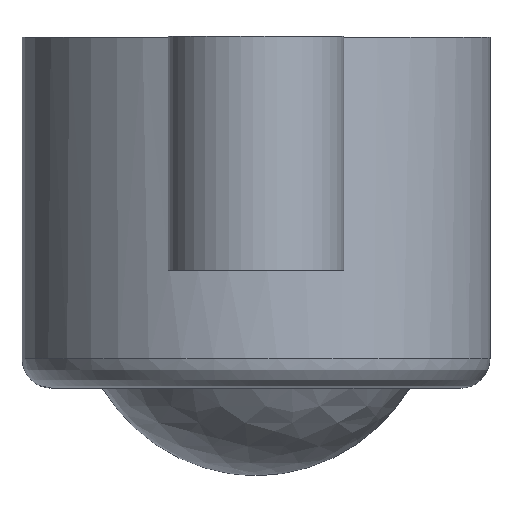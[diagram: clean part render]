
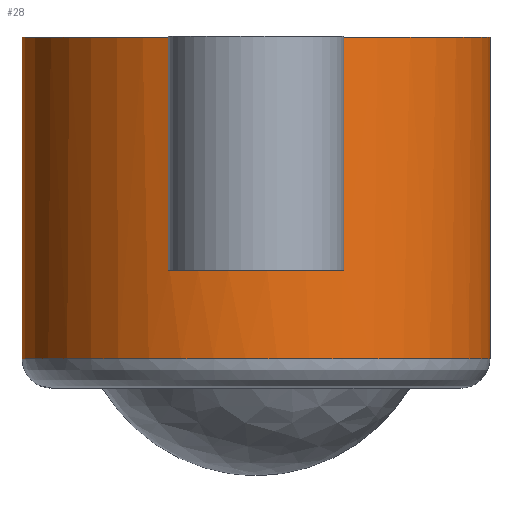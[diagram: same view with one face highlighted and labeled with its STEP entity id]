
A CAD part, front view. The second image highlights one B-rep face of the part: STEP entity #28.
In plain terms, the highlighted cylindrical face has radius 8 mm (diameter 16 mm), a partial arc.
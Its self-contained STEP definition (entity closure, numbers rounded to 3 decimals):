
#28=ADVANCED_FACE('',(#44),#256,.T.);
#44=FACE_OUTER_BOUND('',#61,.T.);
#61=EDGE_LOOP('',(#125,#126,#127,#128,#129,#130,#131,#132));
#125=ORIENTED_EDGE('',*,*,#172,.T.);
#126=ORIENTED_EDGE('',*,*,#148,.T.);
#127=ORIENTED_EDGE('',*,*,#158,.F.);
#128=ORIENTED_EDGE('',*,*,#153,.F.);
#129=ORIENTED_EDGE('',*,*,#156,.T.);
#130=ORIENTED_EDGE('',*,*,#154,.F.);
#131=ORIENTED_EDGE('',*,*,#173,.F.);
#132=ORIENTED_EDGE('',*,*,#171,.F.);
#148=EDGE_CURVE('',#222,#221,#186,.T.);
#153=EDGE_CURVE('',#225,#226,#191,.T.);
#154=EDGE_CURVE('',#227,#228,#192,.T.);
#156=EDGE_CURVE('',#225,#228,#194,.T.);
#158=EDGE_CURVE('',#226,#221,#196,.T.);
#171=EDGE_CURVE('',#237,#238,#209,.T.);
#172=EDGE_CURVE('',#237,#222,#210,.T.);
#173=EDGE_CURVE('',#238,#227,#211,.T.);
#186=(
BOUNDED_CURVE()
B_SPLINE_CURVE(1,(#520,#521),.UNSPECIFIED.,.F.,.F.)
B_SPLINE_CURVE_WITH_KNOTS((2,2),(1.,12.),.UNSPECIFIED.)
CURVE()
GEOMETRIC_REPRESENTATION_ITEM()
RATIONAL_B_SPLINE_CURVE((1.,1.))
REPRESENTATION_ITEM('')
);
#191=(
BOUNDED_CURVE()
B_SPLINE_CURVE(1,(#540,#541),.UNSPECIFIED.,.F.,.F.)
B_SPLINE_CURVE_WITH_KNOTS((2,2),(0.,7.979),.UNSPECIFIED.)
CURVE()
GEOMETRIC_REPRESENTATION_ITEM()
RATIONAL_B_SPLINE_CURVE((1.,1.))
REPRESENTATION_ITEM('')
);
#192=(
BOUNDED_CURVE()
B_SPLINE_CURVE(1,(#542,#543),.UNSPECIFIED.,.F.,.F.)
B_SPLINE_CURVE_WITH_KNOTS((2,2),(-7.979,0.),.UNSPECIFIED.)
CURVE()
GEOMETRIC_REPRESENTATION_ITEM()
RATIONAL_B_SPLINE_CURVE((1.,1.))
REPRESENTATION_ITEM('')
);
#194=(
BOUNDED_CURVE()
B_SPLINE_CURVE(2,(#549,#550,#551),.UNSPECIFIED.,.F.,.F.)
B_SPLINE_CURVE_WITH_KNOTS((3,3),(-40.843,-34.555),
 .UNSPECIFIED.)
CURVE()
GEOMETRIC_REPRESENTATION_ITEM()
RATIONAL_B_SPLINE_CURVE((1.,0.93,1.))
REPRESENTATION_ITEM('')
);
#196=(
BOUNDED_CURVE()
B_SPLINE_CURVE(2,(#555,#556,#557),.UNSPECIFIED.,.F.,.F.)
B_SPLINE_CURVE_WITH_KNOTS((3,3),(40.843,50.265),
 .UNSPECIFIED.)
CURVE()
GEOMETRIC_REPRESENTATION_ITEM()
RATIONAL_B_SPLINE_CURVE((1.,0.827,1.))
REPRESENTATION_ITEM('')
);
#209=(
BOUNDED_CURVE()
B_SPLINE_CURVE(1,(#598,#599),.UNSPECIFIED.,.F.,.F.)
B_SPLINE_CURVE_WITH_KNOTS((2,2),(1.,12.),.UNSPECIFIED.)
CURVE()
GEOMETRIC_REPRESENTATION_ITEM()
RATIONAL_B_SPLINE_CURVE((1.,1.))
REPRESENTATION_ITEM('')
);
#210=(
BOUNDED_CURVE()
B_SPLINE_CURVE(2,(#600,#601,#602,#603,#604),.UNSPECIFIED.,.F.,.F.)
B_SPLINE_CURVE_WITH_KNOTS((3,2,3),(21.991,32.986,43.981),
 .UNSPECIFIED.)
CURVE()
GEOMETRIC_REPRESENTATION_ITEM()
RATIONAL_B_SPLINE_CURVE((1.,0.707,1.,0.707,1.))
REPRESENTATION_ITEM('')
);
#211=(
BOUNDED_CURVE()
B_SPLINE_CURVE(2,(#605,#606,#607),.UNSPECIFIED.,.F.,.F.)
B_SPLINE_CURVE_WITH_KNOTS((3,3),(25.133,34.555),
 .UNSPECIFIED.)
CURVE()
GEOMETRIC_REPRESENTATION_ITEM()
RATIONAL_B_SPLINE_CURVE((1.,0.827,1.))
REPRESENTATION_ITEM('')
);
#221=VERTEX_POINT('',#472);
#222=VERTEX_POINT('',#473);
#225=VERTEX_POINT('',#476);
#226=VERTEX_POINT('',#477);
#227=VERTEX_POINT('',#478);
#228=VERTEX_POINT('',#479);
#237=VERTEX_POINT('',#488);
#238=VERTEX_POINT('',#489);
#256=CYLINDRICAL_SURFACE('',#356,8.);
#356=AXIS2_PLACEMENT_3D('',#426,#371,$);
#371=DIRECTION('',(0.,0.,1.));
#426=CARTESIAN_POINT('',(-437.422,265.351,6.));
#472=CARTESIAN_POINT('',(-429.422,265.351,12.));
#473=CARTESIAN_POINT('',(-429.422,265.351,1.));
#476=CARTESIAN_POINT('',(-434.476,257.913,4.021));
#477=CARTESIAN_POINT('',(-434.476,257.913,12.));
#478=CARTESIAN_POINT('',(-440.369,257.913,12.));
#479=CARTESIAN_POINT('',(-440.369,257.913,4.021));
#488=CARTESIAN_POINT('',(-445.422,265.351,1.));
#489=CARTESIAN_POINT('',(-445.422,265.351,12.));
#520=CARTESIAN_POINT('',(-429.422,265.351,1.));
#521=CARTESIAN_POINT('',(-429.422,265.351,12.));
#540=CARTESIAN_POINT('',(-434.476,257.913,4.021));
#541=CARTESIAN_POINT('',(-434.476,257.913,12.));
#542=CARTESIAN_POINT('',(-440.369,257.913,12.));
#543=CARTESIAN_POINT('',(-440.369,257.913,4.021));
#549=CARTESIAN_POINT('',(-434.476,257.913,4.021));
#550=CARTESIAN_POINT('',(-437.422,256.746,4.021));
#551=CARTESIAN_POINT('',(-440.369,257.913,4.021));
#555=CARTESIAN_POINT('',(-434.476,257.913,12.));
#556=CARTESIAN_POINT('',(-429.422,259.915,12.));
#557=CARTESIAN_POINT('',(-429.422,265.351,12.));
#598=CARTESIAN_POINT('',(-445.422,265.351,1.));
#599=CARTESIAN_POINT('',(-445.422,265.351,12.));
#600=CARTESIAN_POINT('',(-445.422,265.351,1.));
#601=CARTESIAN_POINT('',(-445.422,257.351,1.));
#602=CARTESIAN_POINT('',(-437.422,257.351,1.));
#603=CARTESIAN_POINT('',(-429.422,257.351,1.));
#604=CARTESIAN_POINT('',(-429.422,265.351,1.));
#605=CARTESIAN_POINT('',(-445.422,265.351,12.));
#606=CARTESIAN_POINT('',(-445.422,259.915,12.));
#607=CARTESIAN_POINT('',(-440.369,257.913,12.));
